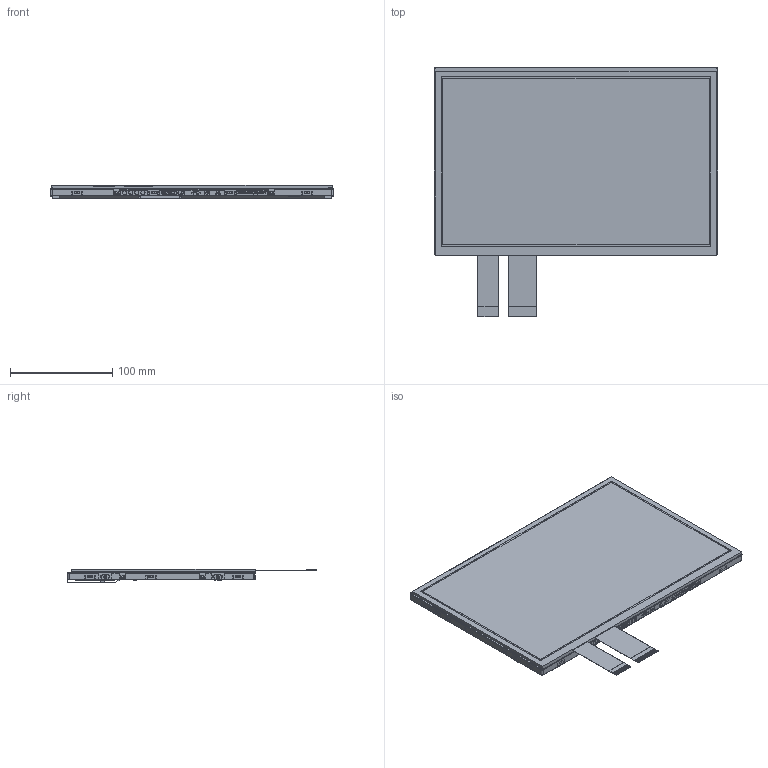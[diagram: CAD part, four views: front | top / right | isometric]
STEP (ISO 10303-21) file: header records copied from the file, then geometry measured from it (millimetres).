
FILE_DESCRIPTION(/* description */ (''),/* implementation_level */ '2;1');
FILE_NAME(/* name */ 'HP_TK-SPA121WX-11.stp',/* time_stamp */ '2023-05-22T16:25:54+09:00',/* author */ ('KIKOU-CAD2'),/* organization */ (''),/* preprocessor_version */ 'ST-DEVELOPER v18.1',/* originating_system */ 'Autodesk Inventor 2020',/* authorisation */ '');
FILE_SCHEMA (('AUTOMOTIVE_DESIGN { 1 0 10303 214 3 1 1 }'));
Products named in the file (1): HP_TK-SPA121WX-11
Bounding box: 278 x 243.9 x 13.46 mm (x, y, z)
Volume: 192577.1 mm3; surface area: 401337 mm2
Topology: 1 solids, 2 shells, 4766 faces, 12821 edges, 7968 vertices
Faces by surface type: plane 3363, cylinder 1080, sphere 126, bspline 113, torus 72, cone 12
Full cylindrical faces by diameter (mm): 1 x4, 1.8 x4, 2 x6, 2.1 x1, 3 x6, 3.2 x4, 4 x4, 5.03 x2
Entity records: 154616 total; most frequent: CARTESIAN_POINT 34077, ORIENTED_EDGE 25638, DIRECTION 24383, EDGE_CURVE 12819, LINE 10215, VECTOR 10215, VERTEX_POINT 7968, AXIS2_PLACEMENT_3D 7084
